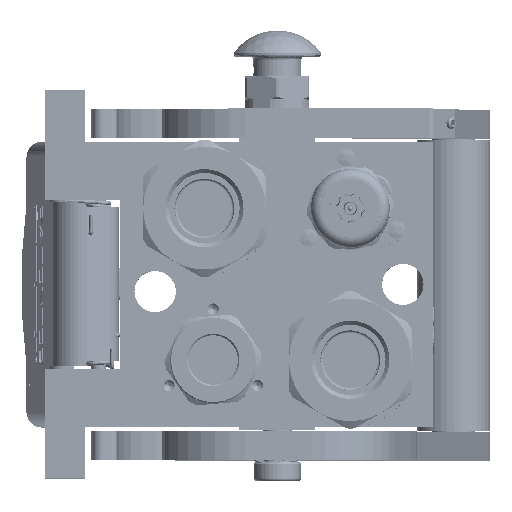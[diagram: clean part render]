
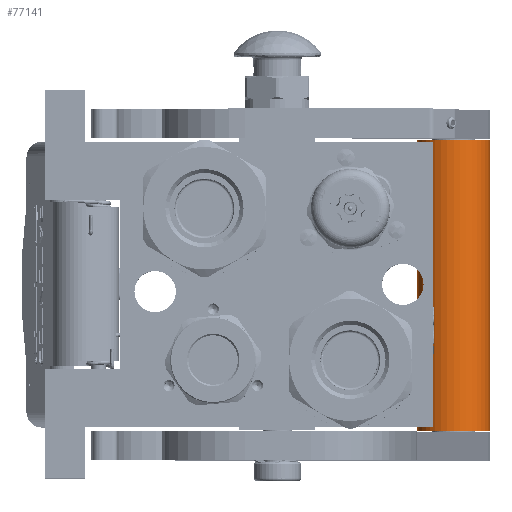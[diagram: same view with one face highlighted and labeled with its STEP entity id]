
A CAD part, top view. The second image highlights one B-rep face of the part: STEP entity #77141.
In plain terms, the highlighted cylindrical face has radius 12.5 mm (diameter 25 mm), a partial arc.
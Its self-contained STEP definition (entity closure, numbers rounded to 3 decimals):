
#1662 = CARTESIAN_POINT ( 'NONE',  ( -94.25, 0., 0. ) ) ;
#4784 = LINE ( 'NONE', #122240, #17691 ) ;
#13031 = VERTEX_POINT ( 'NONE', #23336 ) ;
#15826 = VERTEX_POINT ( 'NONE', #68837 ) ;
#17691 = VECTOR ( 'NONE', #111333, 1000. ) ;
#17796 = CYLINDRICAL_SURFACE ( 'NONE', #111991, 12.5 ) ;
#23336 = CARTESIAN_POINT ( 'NONE',  ( -94.25, -12.5, 0. ) ) ;
#47891 = CIRCLE ( 'NONE', #50149, 12.5 ) ;
#50149 = AXIS2_PLACEMENT_3D ( 'NONE', #1662, #126363, #51724 ) ;
#51724 = DIRECTION ( 'NONE',  ( 0., 1., 0. ) ) ;
#53227 = ORIENTED_EDGE ( 'NONE', *, *, #61368, .T. ) ;
#54418 = CARTESIAN_POINT ( 'NONE',  ( 5.25, -12.5, 0. ) ) ;
#54960 = DIRECTION ( 'NONE',  ( -1., 0., 0. ) ) ;
#61101 = DIRECTION ( 'NONE',  ( 0., 1., 0. ) ) ;
#61368 = EDGE_CURVE ( 'NONE', #92934, #13031, #101010, .T. ) ;
#61913 = VECTOR ( 'NONE', #54960, 1000. ) ;
#62850 = AXIS2_PLACEMENT_3D ( 'NONE', #85629, #136256, #61101 ) ;
#63284 = CIRCLE ( 'NONE', #62850, 12.5 ) ;
#68837 = CARTESIAN_POINT ( 'NONE',  ( 5.25, 12.5, 0. ) ) ;
#73165 = EDGE_LOOP ( 'NONE', ( #87159, #53227, #139677, #95169 ) ) ;
#77141 = ADVANCED_FACE ( 'NONE', ( #101526 ), #17796, .T. ) ;
#80931 = CARTESIAN_POINT ( 'NONE',  ( 5.25, -12.5, 0. ) ) ;
#85629 = CARTESIAN_POINT ( 'NONE',  ( 5.25, 0., 0. ) ) ;
#87159 = ORIENTED_EDGE ( 'NONE', *, *, #147458, .T. ) ;
#90407 = EDGE_CURVE ( 'NONE', #15826, #130838, #4784, .T. ) ;
#92934 = VERTEX_POINT ( 'NONE', #80931 ) ;
#95169 = ORIENTED_EDGE ( 'NONE', *, *, #90407, .F. ) ;
#101010 = LINE ( 'NONE', #54418, #61913 ) ;
#101526 = FACE_OUTER_BOUND ( 'NONE', #73165, .T. ) ;
#111333 = DIRECTION ( 'NONE',  ( -1., 0., 0. ) ) ;
#111991 = AXIS2_PLACEMENT_3D ( 'NONE', #142400, #117387, #130418 ) ;
#116639 = CARTESIAN_POINT ( 'NONE',  ( -94.25, 12.5, 0. ) ) ;
#117387 = DIRECTION ( 'NONE',  ( -1., 0., 0. ) ) ;
#122240 = CARTESIAN_POINT ( 'NONE',  ( 5.25, 12.5, 0. ) ) ;
#126363 = DIRECTION ( 'NONE',  ( -1., 0., 0. ) ) ;
#130418 = DIRECTION ( 'NONE',  ( 0., -1., 0. ) ) ;
#130838 = VERTEX_POINT ( 'NONE', #116639 ) ;
#136256 = DIRECTION ( 'NONE',  ( -1., 0., 0. ) ) ;
#139677 = ORIENTED_EDGE ( 'NONE', *, *, #146958, .F. ) ;
#142400 = CARTESIAN_POINT ( 'NONE',  ( 0., 0., 0. ) ) ;
#146958 = EDGE_CURVE ( 'NONE', #130838, #13031, #47891, .T. ) ;
#147458 = EDGE_CURVE ( 'NONE', #15826, #92934, #63284, .T. ) ;
